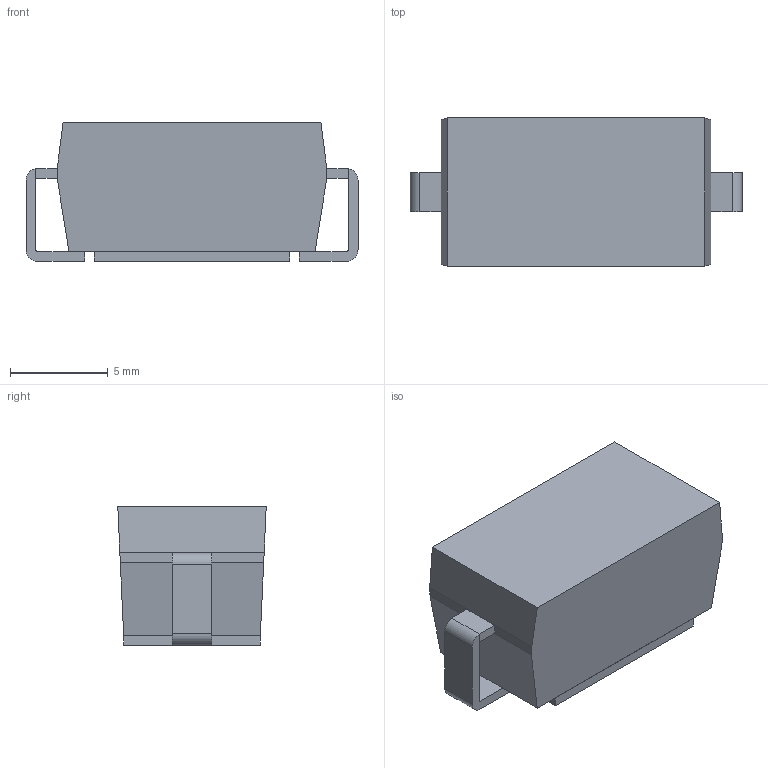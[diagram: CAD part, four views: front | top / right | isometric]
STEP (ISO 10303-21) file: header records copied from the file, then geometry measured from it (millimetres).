
FILE_DESCRIPTION((''),'2;1');
FILE_NAME('RES_TYCO_SM_5.stp','2015-02-04T14:10:55',(''),(''),'Mechanical Desktop 2011','Mechanical Desktop 2011',', , ');
FILE_SCHEMA(('AUTOMOTIVE_DESIGN { 1 2 10303 214 1 1 1 1 }'));
Length unit declared in the file: millimetre
Products named in the file (1): Product
Bounding box: 17 x 7.6 x 7.1 mm (x, y, z)
Volume: 694.8 mm3; surface area: 708 mm2
Topology: 6 solids, 6 shells, 48 faces, 108 edges, 72 vertices
Faces by surface type: bspline 28, plane 17, cylinder 3
Entity records: 1410 total; most frequent: CARTESIAN_POINT 355, ORIENTED_EDGE 216, DIRECTION 162, EDGE_CURVE 108, VECTOR 96, LINE 96, VERTEX_POINT 72, EDGE_LOOP 48
